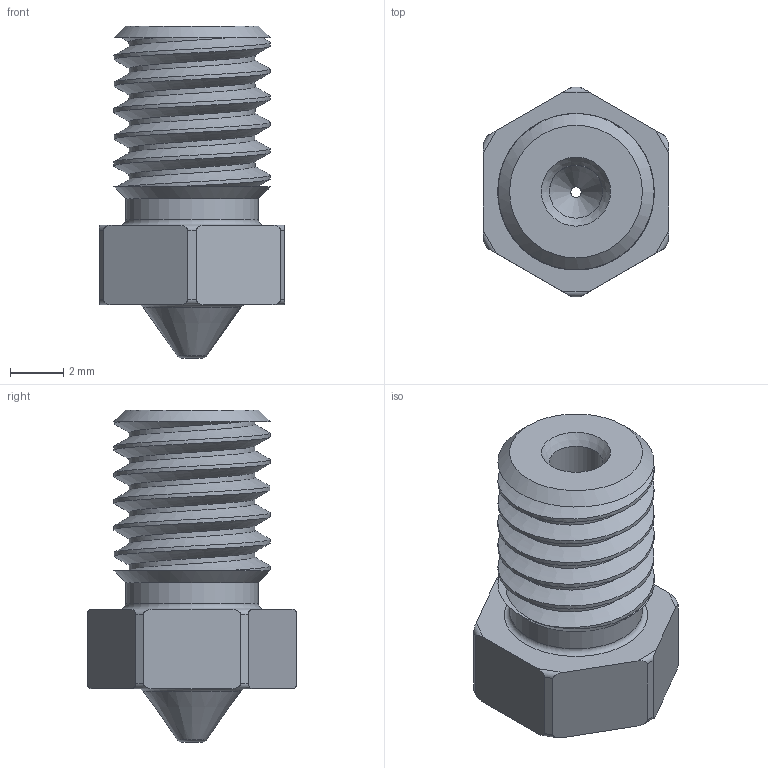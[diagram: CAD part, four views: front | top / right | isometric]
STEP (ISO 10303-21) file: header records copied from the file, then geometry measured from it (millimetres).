
FILE_DESCRIPTION(/* description */ (''),/* implementation_level */ '2;1');
FILE_NAME(/* name */ 'V6 0.4mm Nozzle (Threads).step',/* time_stamp */ '2025-06-27T20:36:44-04:00',/* author */ (''),/* organization */ (''),/* preprocessor_version */ 'ST-DEVELOPER v20.1',/* originating_system */ 'Autodesk Translation Framework v14.10.0.0',/* authorisation */ '');
FILE_SCHEMA (('AUTOMOTIVE_DESIGN { 1 0 10303 214 3 1 1 }'));
Length unit declared in the file: millimetre
Products named in the file (1): (Unsaved)
Bounding box: 7 x 7.9 x 12.5 mm (x, y, z)
Volume: 266 mm3; surface area: 433.2 mm2
Topology: 1 solids, 1 shells, 56 faces, 145 edges, 93 vertices
Faces by surface type: cylinder 28, plane 18, cone 5, torus 3, bspline 2
Full cylindrical faces by diameter (mm): 0.4 x1, 2 x1, 4.744 x1, 5 x1, 5.884 x3
Entity records: 2718 total; most frequent: CARTESIAN_POINT 1333, ORIENTED_EDGE 290, DIRECTION 273, EDGE_CURVE 145, AXIS2_PLACEMENT_3D 103, VERTEX_POINT 93, LINE 67, VECTOR 67
